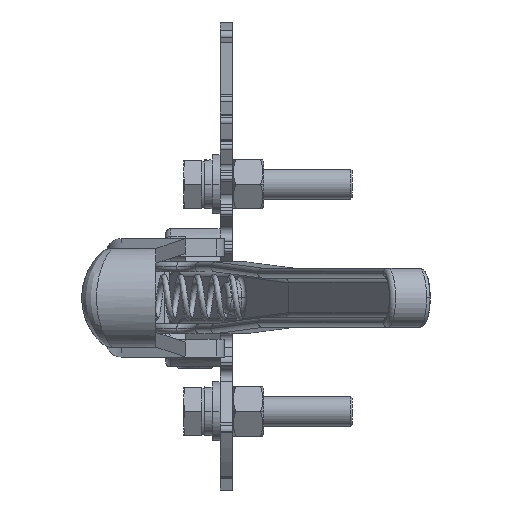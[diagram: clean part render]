
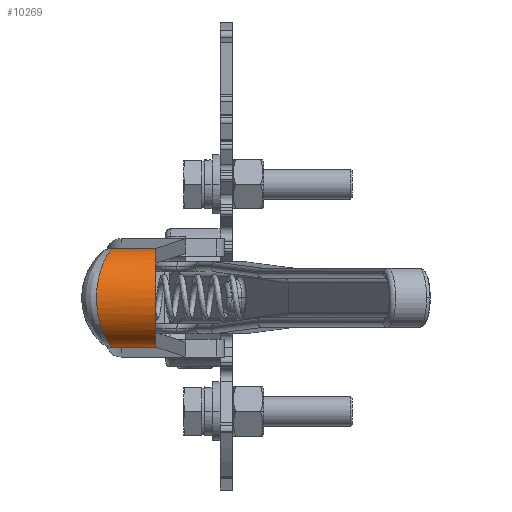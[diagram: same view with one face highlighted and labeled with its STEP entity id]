
A CAD part, left-side view. The second image highlights one B-rep face of the part: STEP entity #10269.
In plain terms, the highlighted cylindrical face has radius 10 mm (diameter 20 mm), a partial arc.
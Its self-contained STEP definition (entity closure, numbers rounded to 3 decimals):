
#74 = CARTESIAN_POINT ( 'NONE',  ( -264.099, 19.066, 5.875 ) ) ;
#506 = CARTESIAN_POINT ( 'NONE',  ( -260.456, 17.638, 8.958 ) ) ;
#2608 = CARTESIAN_POINT ( 'NONE',  ( -257.343, 16.976, -9.932 ) ) ;
#2722 = CARTESIAN_POINT ( 'NONE',  ( -264.949, 19.471, 4.512 ) ) ;
#3046 = CARTESIAN_POINT ( 'NONE',  ( -266.001, 20.001, -0.654 ) ) ;
#3168 = VECTOR ( 'NONE', #28092, 1000. ) ;
#4697 = CARTESIAN_POINT ( 'NONE',  ( -256., 8., 0. ) ) ;
#4722 = CARTESIAN_POINT ( 'NONE',  ( -257.337, 16.975, 9.932 ) ) ;
#5152 = CARTESIAN_POINT ( 'NONE',  ( -265.913, 19.955, 1.357 ) ) ;
#5257 = CARTESIAN_POINT ( 'NONE',  ( -260.165, 17.551, 9.097 ) ) ;
#5353 = DIRECTION ( 'NONE',  ( 0., -1., 0. ) ) ;
#5361 = CARTESIAN_POINT ( 'NONE',  ( -262.102, 18.207, 7.948 ) ) ;
#7233 = CARTESIAN_POINT ( 'NONE',  ( -258.63, 17.178, 9.654 ) ) ;
#7343 = CARTESIAN_POINT ( 'NONE',  ( -256., 16.923, 10. ) ) ;
#7457 = AXIS2_PLACEMENT_3D ( 'NONE', #4697, #32101, #27336 ) ;
#7553 = CARTESIAN_POINT ( 'NONE',  ( -261.313, 17.92, -8.478 ) ) ;
#7652 = CARTESIAN_POINT ( 'NONE',  ( -260.47, 17.642, -8.951 ) ) ;
#7761 = CARTESIAN_POINT ( 'NONE',  ( -265.459, 19.725, -3.26 ) ) ;
#7788 = FACE_OUTER_BOUND ( 'NONE', #21175, .T. ) ;
#7805 = VERTEX_POINT ( 'NONE', #18598 ) ;
#7865 = CARTESIAN_POINT ( 'NONE',  ( -259.277, 17.309, -9.47 ) ) ;
#8403 = LINE ( 'NONE', #20686, #26125 ) ;
#8438 = EDGE_CURVE ( 'NONE', #16358, #7805, #30336, .T. ) ;
#9355 = ORIENTED_EDGE ( 'NONE', *, *, #19909, .T. ) ;
#9758 = CARTESIAN_POINT ( 'NONE',  ( -259.26, 17.313, 9.459 ) ) ;
#9839 = LINE ( 'NONE', #15678, #3168 ) ;
#10076 = CARTESIAN_POINT ( 'NONE',  ( -256., 16.923, -10. ) ) ;
#10186 = CARTESIAN_POINT ( 'NONE',  ( -260.175, 17.554, -9.092 ) ) ;
#10269 = ADVANCED_FACE ( 'NONE', ( #7788 ), #12131, .T. ) ;
#10303 = CARTESIAN_POINT ( 'NONE',  ( -263.276, 18.696, 6.867 ) ) ;
#10518 = CARTESIAN_POINT ( 'NONE',  ( -265.737, 19.865, -2.303 ) ) ;
#10605 = B_SPLINE_CURVE_WITH_KNOTS ( 'NONE', 3,
 ( #7343, #12507, #4722, #22330, #7233, #9758, #12301, #5257, #506, #30428, #22856, #5361, #25159, #10303, #13046, #30655, #74, #27886, #2722, #18119, #12625, #20328, #18011, #15480, #5152, #15581, #20226, #3046, #12834, #10518, #25581, #7761, #25272, #17680, #22963, #15258, #20668, #28102, #22746, #22635, #17902, #7553, #23065, #7652, #10186, #7865, #28000, #2608, #12937, #10076 ),
 .UNSPECIFIED., .F., .F.,
 ( 4, 2, 2, 2, 2, 2, 2, 2, 2, 2, 2, 2, 2, 2, 2, 2, 2, 2, 2, 2, 2, 2, 2, 2, 4 ),
 ( 0., 0.002, 0.003, 0.004, 0.005, 0.006, 0.008, 0.009, 0.01, 0.012, 0.013, 0.014, 0.015, 0.016, 0.018, 0.019, 0.02, 0.022, 0.023, 0.024, 0.026, 0.027, 0.028, 0.03, 0.032 ),
 .UNSPECIFIED. ) ;
#12131 = CYLINDRICAL_SURFACE ( 'NONE', #14644, 10. ) ;
#12301 = CARTESIAN_POINT ( 'NONE',  ( -259.567, 17.388, 9.348 ) ) ;
#12507 = CARTESIAN_POINT ( 'NONE',  ( -256.676, 16.923, 10. ) ) ;
#12625 = CARTESIAN_POINT ( 'NONE',  ( -265.449, 19.719, 3.292 ) ) ;
#12834 = CARTESIAN_POINT ( 'NONE',  ( -265.935, 19.967, -1.317 ) ) ;
#12937 = CARTESIAN_POINT ( 'NONE',  ( -256.676, 16.923, -10. ) ) ;
#13046 = CARTESIAN_POINT ( 'NONE',  ( -263.495, 18.792, 6.628 ) ) ;
#14393 = EDGE_CURVE ( 'NONE', #18661, #16358, #8403, .T. ) ;
#14644 = AXIS2_PLACEMENT_3D ( 'NONE', #30643, #5353, #30856 ) ;
#15258 = CARTESIAN_POINT ( 'NONE',  ( -264.106, 19.07, -5.865 ) ) ;
#15480 = CARTESIAN_POINT ( 'NONE',  ( -265.862, 19.929, 1.686 ) ) ;
#15581 = CARTESIAN_POINT ( 'NONE',  ( -265.982, 19.991, 0.689 ) ) ;
#15678 = CARTESIAN_POINT ( 'NONE',  ( -256., 210.126, -10. ) ) ;
#16358 = VERTEX_POINT ( 'NONE', #23830 ) ;
#17680 = CARTESIAN_POINT ( 'NONE',  ( -264.965, 19.479, -4.479 ) ) ;
#17842 = ORIENTED_EDGE ( 'NONE', *, *, #14393, .F. ) ;
#17902 = CARTESIAN_POINT ( 'NONE',  ( -262.108, 18.209, -7.944 ) ) ;
#18011 = CARTESIAN_POINT ( 'NONE',  ( -265.729, 19.861, 2.337 ) ) ;
#18119 = CARTESIAN_POINT ( 'NONE',  ( -265.333, 19.661, 3.605 ) ) ;
#18247 = DIRECTION ( 'NONE',  ( 0., -1., 0. ) ) ;
#18598 = CARTESIAN_POINT ( 'NONE',  ( -256., 8., -10. ) ) ;
#18661 = VERTEX_POINT ( 'NONE', #25757 ) ;
#19909 = EDGE_CURVE ( 'NONE', #23785, #7805, #9839, .T. ) ;
#20226 = CARTESIAN_POINT ( 'NONE',  ( -265.999, 20., 0.351 ) ) ;
#20328 = CARTESIAN_POINT ( 'NONE',  ( -265.646, 19.819, 2.658 ) ) ;
#20668 = CARTESIAN_POINT ( 'NONE',  ( -263.913, 18.981, -6.123 ) ) ;
#20686 = CARTESIAN_POINT ( 'NONE',  ( -256., 210.126, 10. ) ) ;
#21175 = EDGE_LOOP ( 'NONE', ( #17842, #32195, #9355, #26306 ) ) ;
#22330 = CARTESIAN_POINT ( 'NONE',  ( -258.308, 17.119, 9.736 ) ) ;
#22635 = CARTESIAN_POINT ( 'NONE',  ( -262.6, 18.408, -7.54 ) ) ;
#22746 = CARTESIAN_POINT ( 'NONE',  ( -263.285, 18.7, -6.858 ) ) ;
#22856 = CARTESIAN_POINT ( 'NONE',  ( -261.303, 17.916, 8.484 ) ) ;
#22963 = CARTESIAN_POINT ( 'NONE',  ( -264.649, 19.324, -5.061 ) ) ;
#23065 = CARTESIAN_POINT ( 'NONE',  ( -261.039, 17.825, -8.644 ) ) ;
#23785 = VERTEX_POINT ( 'NONE', #31245 ) ;
#23830 = CARTESIAN_POINT ( 'NONE',  ( -256., 8., 10. ) ) ;
#24739 = EDGE_CURVE ( 'NONE', #18661, #23785, #10605, .T. ) ;
#25159 = CARTESIAN_POINT ( 'NONE',  ( -262.595, 18.405, 7.545 ) ) ;
#25272 = CARTESIAN_POINT ( 'NONE',  ( -265.347, 19.668, -3.57 ) ) ;
#25581 = CARTESIAN_POINT ( 'NONE',  ( -265.654, 19.823, -2.628 ) ) ;
#25757 = CARTESIAN_POINT ( 'NONE',  ( -256., 16.923, 10. ) ) ;
#26125 = VECTOR ( 'NONE', #18247, 1000. ) ;
#26306 = ORIENTED_EDGE ( 'NONE', *, *, #8438, .F. ) ;
#27336 = DIRECTION ( 'NONE',  ( 0., 0., 1. ) ) ;
#27886 = CARTESIAN_POINT ( 'NONE',  ( -264.639, 19.32, 5.078 ) ) ;
#28000 = CARTESIAN_POINT ( 'NONE',  ( -258.653, 17.171, -9.665 ) ) ;
#28092 = DIRECTION ( 'NONE',  ( 0., -1., 0. ) ) ;
#28102 = CARTESIAN_POINT ( 'NONE',  ( -263.503, 18.796, -6.619 ) ) ;
#30336 = CIRCLE ( 'NONE', #7457, 10. ) ;
#30428 = CARTESIAN_POINT ( 'NONE',  ( -261.025, 17.821, 8.652 ) ) ;
#30643 = CARTESIAN_POINT ( 'NONE',  ( -256., 210.126, 0. ) ) ;
#30655 = CARTESIAN_POINT ( 'NONE',  ( -263.906, 18.977, 6.132 ) ) ;
#30856 = DIRECTION ( 'NONE',  ( 0., 0., -1. ) ) ;
#31245 = CARTESIAN_POINT ( 'NONE',  ( -256., 16.923, -10. ) ) ;
#32101 = DIRECTION ( 'NONE',  ( 0., -1., 0. ) ) ;
#32195 = ORIENTED_EDGE ( 'NONE', *, *, #24739, .T. ) ;
